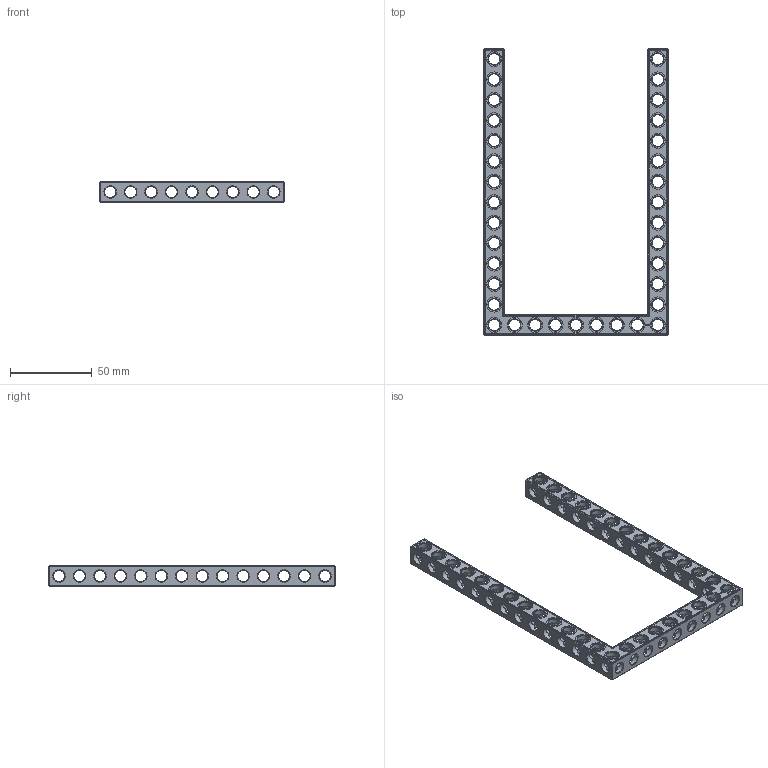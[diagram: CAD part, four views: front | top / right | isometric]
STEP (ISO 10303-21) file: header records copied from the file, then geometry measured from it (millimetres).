
FILE_DESCRIPTION(('FreeCAD Model'),'2;1');
FILE_NAME('Open CASCADE Shape Model','2022-02-25T10:46:53',('Author'),( ''),'Open CASCADE STEP processor 7.5','FreeCAD','Unknown');
FILE_SCHEMA(('AUTOMOTIVE_DESIGN { 1 0 10303 214 1 1 1 1 }'));
Products named in the file (1): Beam AGD ESS USH SYM BU09x14x01 - SPN-BEM-0435 (stemfie.org)
Bounding box: 112.5 x 175 x 12.5 mm (x, y, z)
Volume: 34203.9 mm3; surface area: 30554.6 mm2
Topology: 1 solids, 1 shells, 931 faces, 2821 edges, 1820 vertices
Faces by surface type: plane 420, cylinder 211, extrusion 158, cone 142
Full cylindrical faces by diameter (mm): 6.98 x30, 7 x146, 9.2 x35
Entity records: 205300 total; most frequent: CARTESIAN_POINT 152723, DIRECTION 8473, ORIENTED_EDGE 5642, PCURVE 5642, DEFINITIONAL_REPRESENTATION 5642, VECTOR 5396, LINE 5238, EDGE_CURVE 2821
